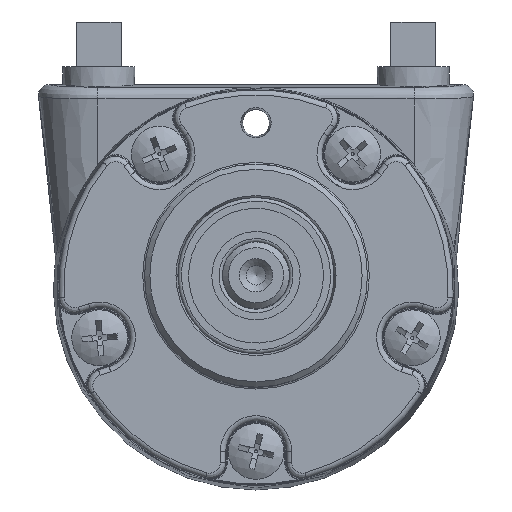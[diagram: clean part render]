
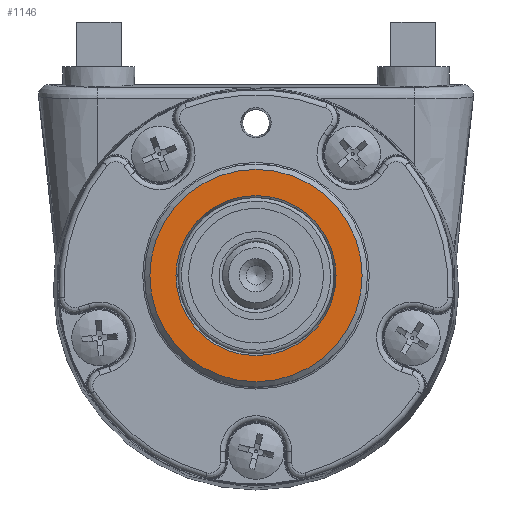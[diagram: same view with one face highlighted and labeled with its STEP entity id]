
A CAD part, top view. The second image highlights one B-rep face of the part: STEP entity #1146.
In plain terms, the highlighted face is planar.
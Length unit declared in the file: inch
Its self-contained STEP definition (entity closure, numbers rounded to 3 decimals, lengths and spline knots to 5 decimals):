
#1095 = AXIS2_PLACEMENT_3D ( 'NONE', #18657, #14738, #16879 ) ;
#1146 = ADVANCED_FACE ( 'NONE', ( #10668, #5224 ), #20681, .T. ) ;
#5224 = FACE_BOUND ( 'NONE', #7288, .T. ) ;
#5647 = CARTESIAN_POINT ( 'NONE',  ( 0.935, 0.51117, 0. ) ) ;
#7288 = EDGE_LOOP ( 'NONE', ( #24060 ) ) ;
#9168 = EDGE_CURVE ( 'NONE', #11587, #11587, #20126, .T. ) ;
#9193 = AXIS2_PLACEMENT_3D ( 'NONE', #15234, #22866, #13709 ) ;
#9262 = EDGE_CURVE ( 'NONE', #15261, #15261, #10816, .T. ) ;
#9386 = DIRECTION ( 'NONE',  ( 0., 1., 0. ) ) ;
#9935 = EDGE_LOOP ( 'NONE', ( #19241 ) ) ;
#10199 = AXIS2_PLACEMENT_3D ( 'NONE', #11870, #13771, #9386 ) ;
#10668 = FACE_OUTER_BOUND ( 'NONE', #9935, .T. ) ;
#10816 = CIRCLE ( 'NONE', #9193, 0.44817 ) ;
#11587 = VERTEX_POINT ( 'NONE', #21237 ) ;
#11870 = CARTESIAN_POINT ( 'NONE',  ( 0.935, 0.65745, 0. ) ) ;
#13709 = DIRECTION ( 'NONE',  ( 0., 1., 0. ) ) ;
#13771 = DIRECTION ( 'NONE',  ( 1., 0., 0. ) ) ;
#14738 = DIRECTION ( 'NONE',  ( 1., 0., 0. ) ) ;
#15234 = CARTESIAN_POINT ( 'NONE',  ( 0.935, 0.063, 0. ) ) ;
#15261 = VERTEX_POINT ( 'NONE', #5647 ) ;
#16879 = DIRECTION ( 'NONE',  ( 0., 1., 0. ) ) ;
#18657 = CARTESIAN_POINT ( 'NONE',  ( 0.935, 0.063, 0. ) ) ;
#19241 = ORIENTED_EDGE ( 'NONE', *, *, #9168, .T. ) ;
#20126 = CIRCLE ( 'NONE', #1095, 0.59445 ) ;
#20681 = PLANE ( 'NONE',  #10199 ) ;
#21237 = CARTESIAN_POINT ( 'NONE',  ( 0.935, 0.65745, 0. ) ) ;
#22866 = DIRECTION ( 'NONE',  ( 1., 0., 0. ) ) ;
#24060 = ORIENTED_EDGE ( 'NONE', *, *, #9262, .F. ) ;
